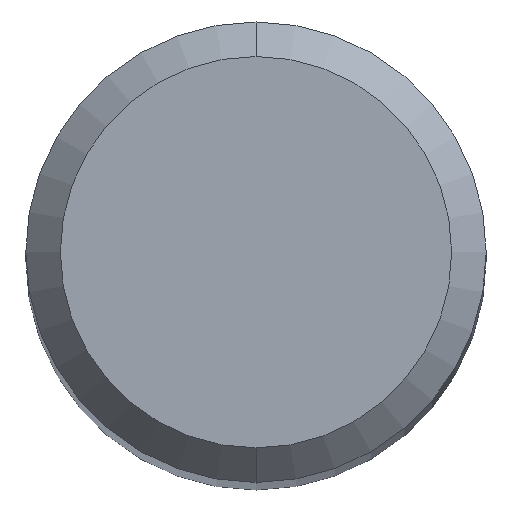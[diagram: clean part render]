
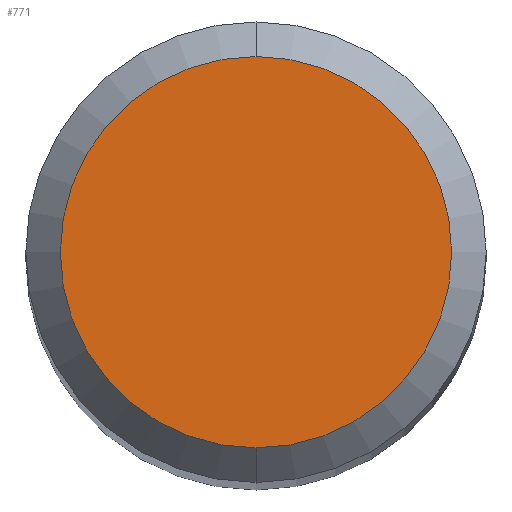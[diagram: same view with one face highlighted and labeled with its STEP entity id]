
A CAD part, top view. The second image highlights one B-rep face of the part: STEP entity #771.
In plain terms, the highlighted planar face has unit normal (0, 0, 1).
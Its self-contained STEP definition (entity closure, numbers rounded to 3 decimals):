
#481=EDGE_CURVE('',#551,#773,#1135,.T.);
#551=VERTEX_POINT('',#1207);
#571=EDGE_CURVE('',#773,#551,#1228,.T.);
#771=ADVANCED_FACE('',(#1445),#1446,.T.);
#773=VERTEX_POINT('',#1448);
#1135=CIRCLE('',#2239,1.7);
#1207=CARTESIAN_POINT('',(0.0,1.7,0.0));
#1228=CIRCLE('',#2464,1.7);
#1445=FACE_OUTER_BOUND('',#3141,.T.);
#1446=PLANE('',#3142);
#1448=CARTESIAN_POINT('',(0.,-1.7,0.0));
#2239=AXIS2_PLACEMENT_3D('',#4011,#4012,#4013);
#2464=AXIS2_PLACEMENT_3D('',#4061,#4062,#4063);
#3141=EDGE_LOOP('',(#4287,#4288));
#3142=AXIS2_PLACEMENT_3D('',#4289,#4290,#4291);
#4011=CARTESIAN_POINT('',(0.0,0.0,0.0));
#4012=DIRECTION('',(0.0,0.0,-1.0));
#4013=DIRECTION('',(0.0,1.0,0.0));
#4061=CARTESIAN_POINT('',(0.0,0.0,0.0));
#4062=DIRECTION('',(0.0,0.0,-1.0));
#4063=DIRECTION('',(0.0,1.0,0.0));
#4287=ORIENTED_EDGE('',*,*,#481,.F.);
#4288=ORIENTED_EDGE('',*,*,#571,.F.);
#4289=CARTESIAN_POINT('',(0.0,0.85,0.0));
#4290=DIRECTION('',(-0.0,0.0,1.0));
#4291=DIRECTION('',(0.0,-1.0,0.0));
